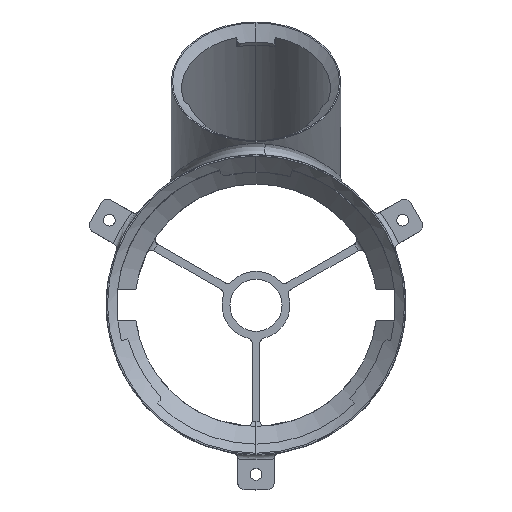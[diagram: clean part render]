
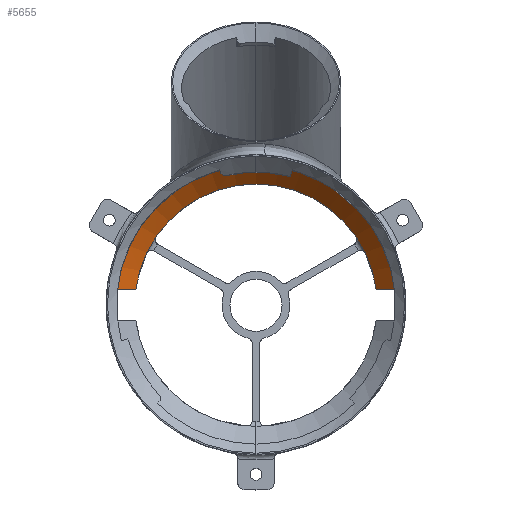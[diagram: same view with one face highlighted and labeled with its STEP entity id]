
A CAD part, top view. The second image highlights one B-rep face of the part: STEP entity #5655.
In plain terms, the highlighted conical face has half-angle 45 degrees and reference radius 53.5 mm.
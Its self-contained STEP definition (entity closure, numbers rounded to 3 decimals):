
#59 = ORIENTED_EDGE ( 'NONE', *, *, #6593, .T. ) ;
#104 = CIRCLE ( 'NONE', #338, 46.5 ) ;
#224 = EDGE_CURVE ( 'NONE', #3220, #1817, #5028, .T. ) ;
#275 = EDGE_LOOP ( 'NONE', ( #5424, #59, #7700, #4806, #7310, #5894 ) ) ;
#338 = AXIS2_PLACEMENT_3D ( 'NONE', #5535, #6845, #2910 ) ;
#850 = EDGE_CURVE ( 'NONE', #7726, #3076, #4725, .T. ) ;
#1168 = CARTESIAN_POINT ( 'NONE',  ( 46.111, 6., 11. ) ) ;
#1377 = CARTESIAN_POINT ( 'NONE',  ( 48.463, 6., 13.332 ) ) ;
#1436 = CARTESIAN_POINT ( 'NONE',  ( 46.111, 6., 11. ) ) ;
#1509 = EDGE_CURVE ( 'NONE', #3076, #8169, #104, .T. ) ;
#1707 = DIRECTION ( 'NONE',  ( 0., 1., 0. ) ) ;
#1735 = EDGE_CURVE ( 'NONE', #8169, #6512, #3707, .T. ) ;
#1817 = VERTEX_POINT ( 'NONE', #4232 ) ;
#2131 = DIRECTION ( 'NONE',  ( 0., 0., 1. ) ) ;
#2192 = CONICAL_SURFACE ( 'NONE', #2586, 53.5, 0.785 ) ;
#2309 = DIRECTION ( 'NONE',  ( 0., 0., -1. ) ) ;
#2393 = CIRCLE ( 'NONE', #4676, 53.5 ) ;
#2523 = CARTESIAN_POINT ( 'NONE',  ( -50.813, 6., 15.666 ) ) ;
#2586 = AXIS2_PLACEMENT_3D ( 'NONE', #2623, #2131, #5344 ) ;
#2623 = CARTESIAN_POINT ( 'NONE',  ( 0., 0., 18. ) ) ;
#2910 = DIRECTION ( 'NONE',  ( 0., 1., 0. ) ) ;
#3076 = VERTEX_POINT ( 'NONE', #8372 ) ;
#3220 = VERTEX_POINT ( 'NONE', #7493 ) ;
#3707 = B_SPLINE_CURVE_WITH_KNOTS ( 'NONE', 3,
 ( #1436, #1377, #7268, #7326 ),
 .UNSPECIFIED., .F., .F.,
 ( 4, 4 ),
 ( 0.03, 0.04 ),
 .UNSPECIFIED. ) ;
#4232 = CARTESIAN_POINT ( 'NONE',  ( 0., 53.5, 18. ) ) ;
#4437 = CARTESIAN_POINT ( 'NONE',  ( -48.463, 6., 13.332 ) ) ;
#4676 = AXIS2_PLACEMENT_3D ( 'NONE', #6898, #7546, #6867 ) ;
#4725 = CIRCLE ( 'NONE', #7113, 46.5 ) ;
#4806 = ORIENTED_EDGE ( 'NONE', *, *, #1509, .T. ) ;
#5028 = CIRCLE ( 'NONE', #5654, 53.5 ) ;
#5155 = CARTESIAN_POINT ( 'NONE',  ( 53.162, 6., 18. ) ) ;
#5344 = DIRECTION ( 'NONE',  ( 0., -1., 0. ) ) ;
#5424 = ORIENTED_EDGE ( 'NONE', *, *, #224, .F. ) ;
#5535 = CARTESIAN_POINT ( 'NONE',  ( 0., 0., 11. ) ) ;
#5654 = AXIS2_PLACEMENT_3D ( 'NONE', #6831, #2309, #6857 ) ;
#5655 = ADVANCED_FACE ( 'NONE', ( #5679 ), #2192, .F. ) ;
#5679 = FACE_OUTER_BOUND ( 'NONE', #275, .T. ) ;
#5894 = ORIENTED_EDGE ( 'NONE', *, *, #7474, .F. ) ;
#6255 = B_SPLINE_CURVE_WITH_KNOTS ( 'NONE', 3,
 ( #7670, #2523, #4437, #8328 ),
 .UNSPECIFIED., .F., .F.,
 ( 4, 4 ),
 ( 0.023, 0.033 ),
 .UNSPECIFIED. ) ;
#6512 = VERTEX_POINT ( 'NONE', #5155 ) ;
#6593 = EDGE_CURVE ( 'NONE', #3220, #7726, #6255, .T. ) ;
#6831 = CARTESIAN_POINT ( 'NONE',  ( 0., 0., 18. ) ) ;
#6845 = DIRECTION ( 'NONE',  ( 0., 0., -1. ) ) ;
#6856 = DIRECTION ( 'NONE',  ( 0., 0., -1. ) ) ;
#6857 = DIRECTION ( 'NONE',  ( 0., 1., 0. ) ) ;
#6867 = DIRECTION ( 'NONE',  ( 0., 1., 0. ) ) ;
#6898 = CARTESIAN_POINT ( 'NONE',  ( 0., 0., 18. ) ) ;
#7113 = AXIS2_PLACEMENT_3D ( 'NONE', #7534, #6856, #1707 ) ;
#7268 = CARTESIAN_POINT ( 'NONE',  ( 50.813, 6., 15.666 ) ) ;
#7310 = ORIENTED_EDGE ( 'NONE', *, *, #1735, .T. ) ;
#7326 = CARTESIAN_POINT ( 'NONE',  ( 53.162, 6., 18. ) ) ;
#7474 = EDGE_CURVE ( 'NONE', #1817, #6512, #2393, .T. ) ;
#7493 = CARTESIAN_POINT ( 'NONE',  ( -53.162, 6., 18. ) ) ;
#7534 = CARTESIAN_POINT ( 'NONE',  ( 0., 0., 11. ) ) ;
#7546 = DIRECTION ( 'NONE',  ( 0., 0., -1. ) ) ;
#7670 = CARTESIAN_POINT ( 'NONE',  ( -53.162, 6., 18. ) ) ;
#7700 = ORIENTED_EDGE ( 'NONE', *, *, #850, .T. ) ;
#7726 = VERTEX_POINT ( 'NONE', #8418 ) ;
#8169 = VERTEX_POINT ( 'NONE', #1168 ) ;
#8328 = CARTESIAN_POINT ( 'NONE',  ( -46.111, 6., 11. ) ) ;
#8372 = CARTESIAN_POINT ( 'NONE',  ( 0., 46.5, 11. ) ) ;
#8418 = CARTESIAN_POINT ( 'NONE',  ( -46.111, 6., 11. ) ) ;
